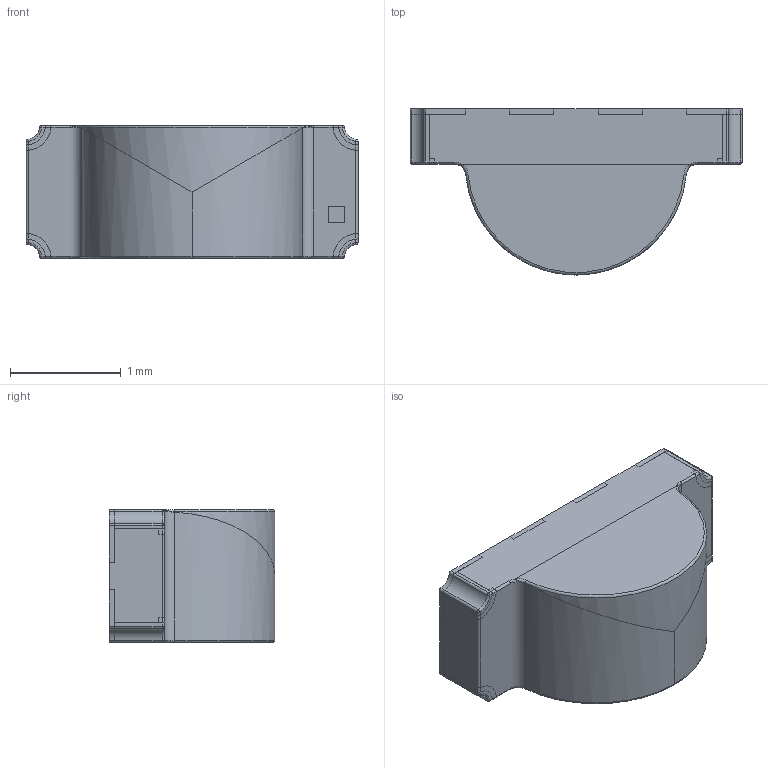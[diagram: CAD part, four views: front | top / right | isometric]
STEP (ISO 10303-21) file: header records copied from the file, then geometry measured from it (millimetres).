
FILE_DESCRIPTION (( 'STEP AP214' ), '1' );
FILE_NAME ('APFA3010SURKCGKSYKC.STEP', '2022-10-17T14:20:52', ( '' ), ( '' ), 'SwSTEP 2.0', 'SolidWorks 2022', '' );
FILE_SCHEMA (( 'AUTOMOTIVE_DESIGN' ));
Length unit declared in the file: millimetre
Products named in the file (6): APFA3010SURKCGKSYKC; Yellow; Kingbright Logo; Red; Green
Assembly tree (5 placements, depth 2):
  APFA3010SURKCGKSYKC
    APFA3010SURKCGKSYKC
    Yellow
    Red
    Green
    Kingbright Logo
Bounding box: 3 x 1.5 x 1.2 mm (x, y, z)
Volume: 3.7 mm3; surface area: 32.2 mm2
Topology: 31 solids, 31 shells, 400 faces, 991 edges, 646 vertices
Faces by surface type: plane 226, bspline 76, cylinder 73, torus 17, sphere 8
Entity records: 14204 total; most frequent: CARTESIAN_POINT 3649, ORIENTED_EDGE 1966, DIRECTION 1579, EDGE_CURVE 983, VERTEX_POINT 646, VECTOR 639, LINE 639, AXIS2_PLACEMENT_3D 470
